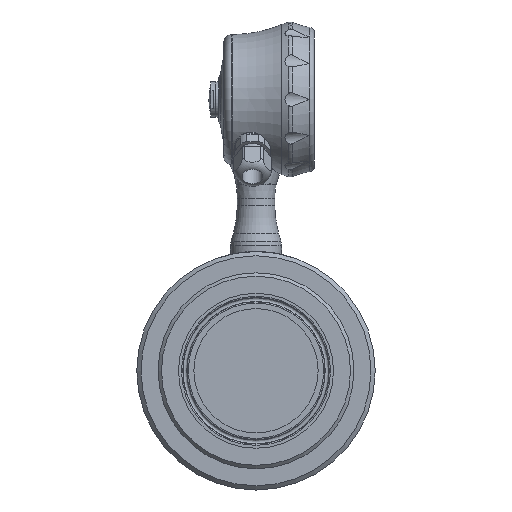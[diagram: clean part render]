
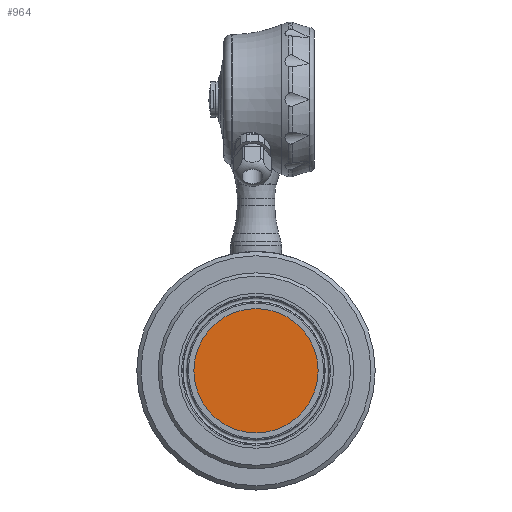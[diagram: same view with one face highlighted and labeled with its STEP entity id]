
A CAD part, front view. The second image highlights one B-rep face of the part: STEP entity #964.
In plain terms, the highlighted planar face has unit normal (0, -1, 0).
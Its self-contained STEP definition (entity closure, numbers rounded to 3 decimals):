
#964 = ADVANCED_FACE( '', ( #2287 ), #2288, .T. );
#2287 = FACE_OUTER_BOUND( '', #4381, .T. );
#2288 = PLANE( '', #4382 );
#4381 = EDGE_LOOP( '', ( #7649 ) );
#4382 = AXIS2_PLACEMENT_3D( '', #7650, #7651, #7652 );
#7649 = ORIENTED_EDGE( '', *, *, #11336, .T. );
#7650 = CARTESIAN_POINT( '', ( 0., -50., 0. ) );
#7651 = DIRECTION( '', ( 0., -1., 0. ) );
#7652 = DIRECTION( '', ( 0., 0., 1. ) );
#11336 = EDGE_CURVE( '', #13788, #13788, #13789, .T. );
#13788 = VERTEX_POINT( '', #19461 );
#13789 = CIRCLE( '', #19462, 36.5 );
#19461 = CARTESIAN_POINT( '', ( 0., -50., 36.5 ) );
#19462 = AXIS2_PLACEMENT_3D( '', #22637, #22638, #22639 );
#22637 = CARTESIAN_POINT( '', ( 0., -50., 0. ) );
#22638 = DIRECTION( '', ( 0., -1., 0. ) );
#22639 = DIRECTION( '', ( 0., 0., 1. ) );
